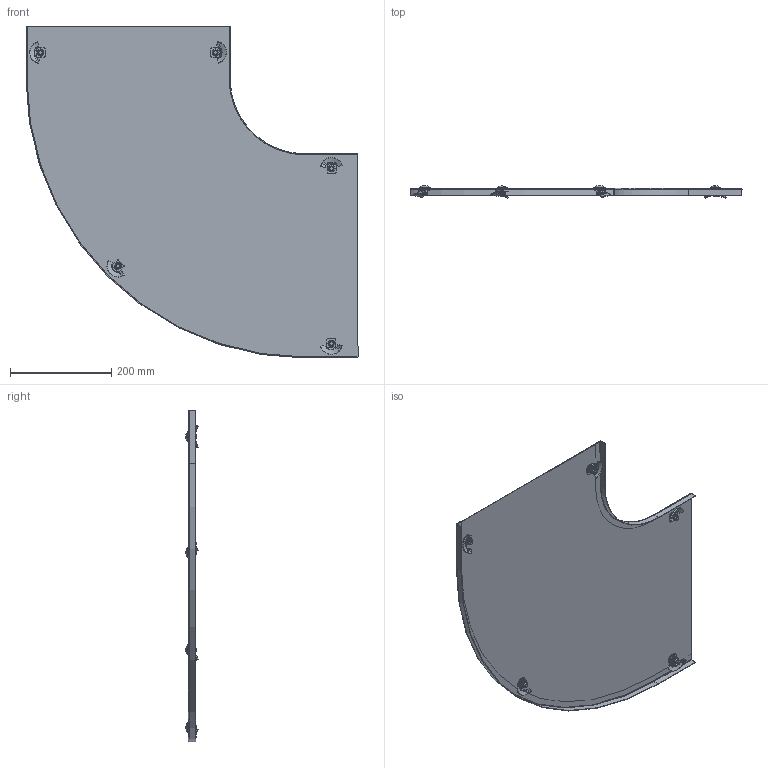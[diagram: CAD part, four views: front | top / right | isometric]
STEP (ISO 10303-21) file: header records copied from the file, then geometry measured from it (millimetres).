
FILE_DESCRIPTION (( 'STEP AP214' ), '1' );
FILE_NAME ('7134992.STP', '2019-12-03T14:26:05', ( '' ), ( '' ), 'SwSTEP 2.0', 'SolidWorks 2018', '' );
FILE_SCHEMA (( 'AUTOMOTIVE_DESIGN' ));
Length unit declared in the file: millimetre
Products named in the file (8): 099600_Standard; 020263_DIN EN ISO 10511 - M8 ; KTS 08.044-139_Deckelblech B=400 t=1,25 A2, A4; 7134992; KTS 14.002-012_M8x16; KTS 08.083-001_Standard; KTS 08.044-145_Innenwinkel R=148; KTS 08.044-151_R=0552
Assembly tree (22 placements, depth 2):
  7134992
    KTS 08.044-139_Deckelblech B=400 t=1,25 A2, A4
    KTS 08.044-151_R=0552
    KTS 08.044-145_Innenwinkel R=148
    KTS 08.083-001_Standard  x4
    KTS 14.002-012_M8x16  x5
    099600_Standard  x5
    020263_DIN EN ISO 10511 - M8   x5
Bounding box: 657 x 24.53 x 657 mm (x, y, z)
Volume: 441174.4 mm3; surface area: 714768.3 mm2
Topology: 22 solids, 22 shells, 717 faces, 1706 edges, 1047 vertices
Faces by surface type: plane 253, bspline 170, cylinder 162, cone 100, torus 22, sphere 10
Entity records: 8069 total; most frequent: CARTESIAN_POINT 3279, ORIENTED_EDGE 940, DIRECTION 856, EDGE_CURVE 470, AXIS2_PLACEMENT_3D 331, VERTEX_POINT 293, EDGE_LOOP 213, LINE 194
